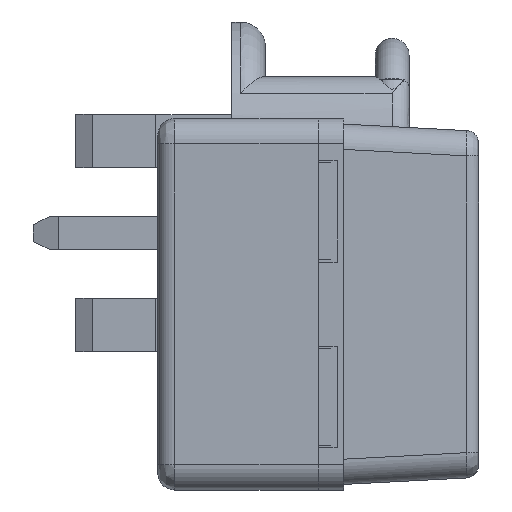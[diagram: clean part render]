
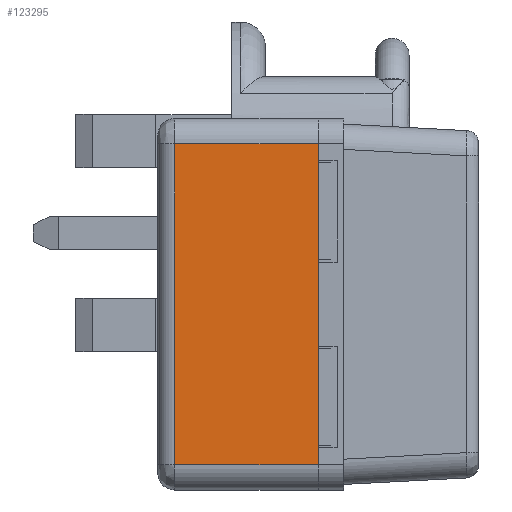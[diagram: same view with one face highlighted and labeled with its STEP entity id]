
A CAD part, left-side view. The second image highlights one B-rep face of the part: STEP entity #123295.
In plain terms, the highlighted planar face has unit normal (-1, 0, 0).
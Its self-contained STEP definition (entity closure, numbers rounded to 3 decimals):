
#7711 = DIRECTION ( 'NONE',  ( 0., 0., -1. ) ) ;
#13235 = LINE ( 'NONE', #85329, #45966 ) ;
#18293 = CARTESIAN_POINT ( 'NONE',  ( -75., 17., 19. ) ) ;
#24836 = EDGE_CURVE ( 'NONE', #178403, #28958, #13235, .T. ) ;
#25526 = LINE ( 'NONE', #166065, #37112 ) ;
#28958 = VERTEX_POINT ( 'NONE', #18293 ) ;
#30946 = ORIENTED_EDGE ( 'NONE', *, *, #100286, .F. ) ;
#37112 = VECTOR ( 'NONE', #179924, 1000. ) ;
#37724 = AXIS2_PLACEMENT_3D ( 'NONE', #111478, #182639, #124451 ) ;
#38369 = VECTOR ( 'NONE', #7711, 1000. ) ;
#40691 = ORIENTED_EDGE ( 'NONE', *, *, #24836, .T. ) ;
#41227 = PLANE ( 'NONE',  #37724 ) ;
#42784 = DIRECTION ( 'NONE',  ( 0., 1., 0. ) ) ;
#42811 = VECTOR ( 'NONE', #103261, 1000. ) ;
#42935 = LINE ( 'NONE', #99328, #38369 ) ;
#45830 = CARTESIAN_POINT ( 'NONE',  ( -75., 0., 19. ) ) ;
#45966 = VECTOR ( 'NONE', #42784, 1000. ) ;
#46865 = CARTESIAN_POINT ( 'NONE',  ( -75., 17., -19. ) ) ;
#58068 = VERTEX_POINT ( 'NONE', #101339 ) ;
#85329 = CARTESIAN_POINT ( 'NONE',  ( -75., 0., 19. ) ) ;
#89097 = VERTEX_POINT ( 'NONE', #175276 ) ;
#99328 = CARTESIAN_POINT ( 'NONE',  ( -75., 0., 19. ) ) ;
#100286 = EDGE_CURVE ( 'NONE', #89097, #28958, #130979, .T. ) ;
#101339 = CARTESIAN_POINT ( 'NONE',  ( -75., 0., -19. ) ) ;
#103261 = DIRECTION ( 'NONE',  ( 0., 0., 1. ) ) ;
#105532 = ORIENTED_EDGE ( 'NONE', *, *, #136299, .T. ) ;
#111478 = CARTESIAN_POINT ( 'NONE',  ( -75., 0., 22. ) ) ;
#123295 = ADVANCED_FACE ( 'NONE', ( #164237 ), #41227, .T. ) ;
#124451 = DIRECTION ( 'NONE',  ( 0., 0., 1. ) ) ;
#127633 = EDGE_CURVE ( 'NONE', #178403, #58068, #42935, .T. ) ;
#130979 = LINE ( 'NONE', #46865, #42811 ) ;
#136299 = EDGE_CURVE ( 'NONE', #89097, #58068, #25526, .T. ) ;
#146302 = ORIENTED_EDGE ( 'NONE', *, *, #127633, .F. ) ;
#147208 = EDGE_LOOP ( 'NONE', ( #105532, #146302, #40691, #30946 ) ) ;
#164237 = FACE_OUTER_BOUND ( 'NONE', #147208, .T. ) ;
#166065 = CARTESIAN_POINT ( 'NONE',  ( -75., 17., -19. ) ) ;
#175276 = CARTESIAN_POINT ( 'NONE',  ( -75., 17., -19. ) ) ;
#178403 = VERTEX_POINT ( 'NONE', #45830 ) ;
#179924 = DIRECTION ( 'NONE',  ( 0., -1., 0. ) ) ;
#182639 = DIRECTION ( 'NONE',  ( -1., 0., 0. ) ) ;
